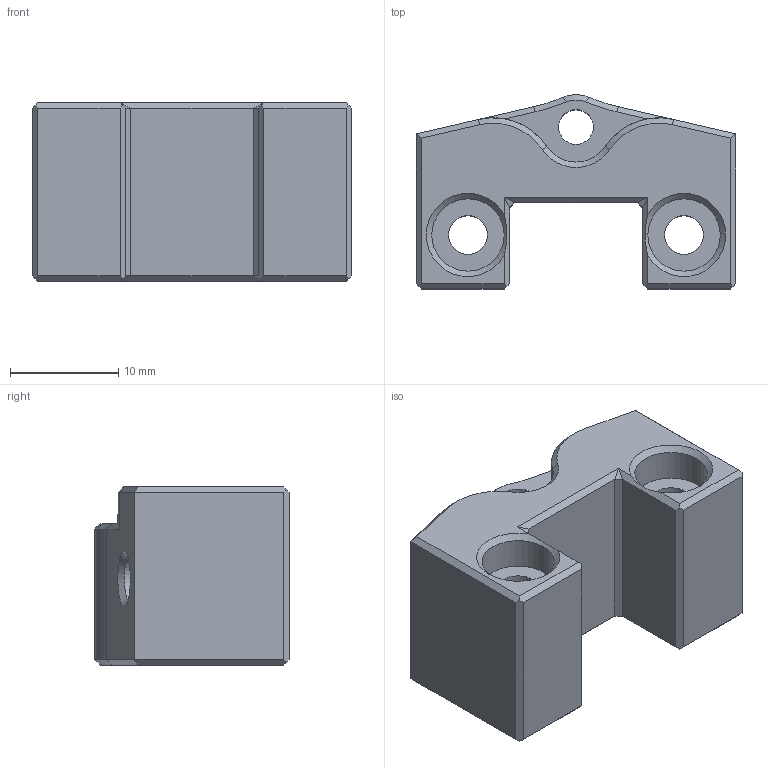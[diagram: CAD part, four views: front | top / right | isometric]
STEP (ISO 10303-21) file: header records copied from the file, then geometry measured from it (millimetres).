
FILE_DESCRIPTION(/* description */ (''),/* implementation_level */ '2;1');
FILE_NAME(/* name */ 'END_HOLDER_BLOCK.step',/* time_stamp */ '2023-01-07T19:04:07+01:00',/* author */ (''),/* organization */ (''),/* preprocessor_version */ 'ST-DEVELOPER v19.2',/* originating_system */ 'Autodesk Translation Framework v11.17.0.187',/* authorisation */ '');
FILE_SCHEMA (('AUTOMOTIVE_DESIGN { 1 0 10303 214 3 1 1 }'));
Length unit declared in the file: millimetre
Products named in the file (1): END_HOLDER_BLOCK_PR
Bounding box: 29.6 x 17.99 x 16.5 mm (x, y, z)
Volume: 5229.3 mm3; surface area: 3089.2 mm2
Topology: 1 solids, 1 shells, 75 faces, 183 edges, 112 vertices
Faces by surface type: plane 46, cone 16, cylinder 13
Full cylindrical faces by diameter (mm): 3.2 x1, 3.6 x2, 4.1 x2, 6.7 x2
Entity records: 2218 total; most frequent: DIRECTION 384, CARTESIAN_POINT 375, ORIENTED_EDGE 366, EDGE_CURVE 183, LINE 130, VECTOR 130, AXIS2_PLACEMENT_3D 127, VERTEX_POINT 112
